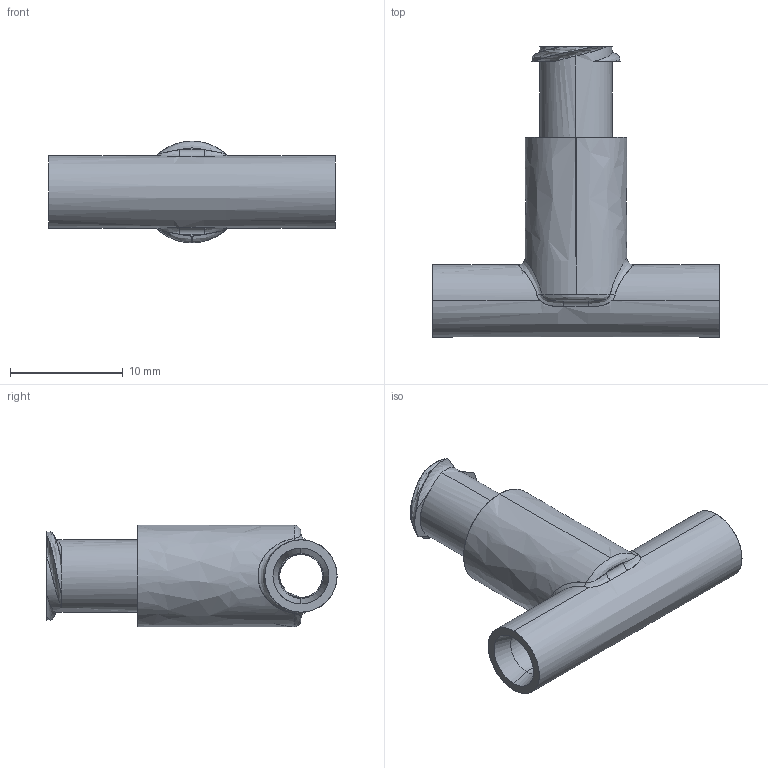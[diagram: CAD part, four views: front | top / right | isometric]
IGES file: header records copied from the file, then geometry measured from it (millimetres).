
Start section: SolidWorks IGES file using analytic representation for surfaces
Global section: file name: WG14048.IGS; native system: SolidWorks 2014; preprocessor: SolidWorks 2014; author: TTsang; date: 140324.141826; units: millimetre
Bounding box: 25.4 x 25.71 x 9.01 mm (x, y, z)
Surface area: 2134 mm2 (no closed solid volume)
Topology: 0 solids, 0 shells, 109 faces, 1364 edges, 1364 vertices
Faces by surface type: revolution 73, bspline 36
